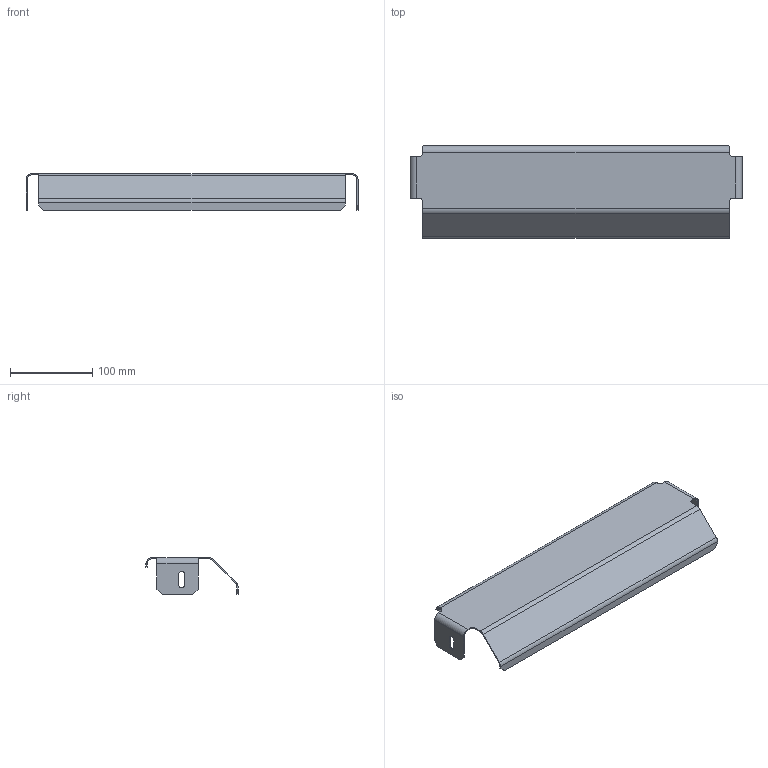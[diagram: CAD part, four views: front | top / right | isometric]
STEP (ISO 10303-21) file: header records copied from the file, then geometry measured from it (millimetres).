
FILE_DESCRIPTION((''),'2;1');
FILE_NAME('6221874','2013-09-19T',('AndreasKeweloh'),(''),'PRO/ENGINEER BY PARAMETRIC TECHNOLOGY CORPORATION, 2012360','PRO/ENGINEER BY PARAMETRIC TECHNOLOGY CORPORATION, 2012360','');
FILE_SCHEMA(('CONFIG_CONTROL_DESIGN'));
Length unit declared in the file: millimetre
Products named in the file (1): 6221874
Bounding box: 404 x 112.03 x 44.9 mm (x, y, z)
Volume: 88093.8 mm3; surface area: 119430.8 mm2
Topology: 1 solids, 1 shells, 74 faces, 176 edges, 104 vertices
Faces by surface type: plane 54, cylinder 18, bspline 2
Entity records: 2166 total; most frequent: CARTESIAN_POINT 412, DIRECTION 352, ORIENTED_EDGE 352, EDGE_CURVE 176, VECTOR 136, LINE 136, AXIS2_PLACEMENT_3D 108, VERTEX_POINT 104
